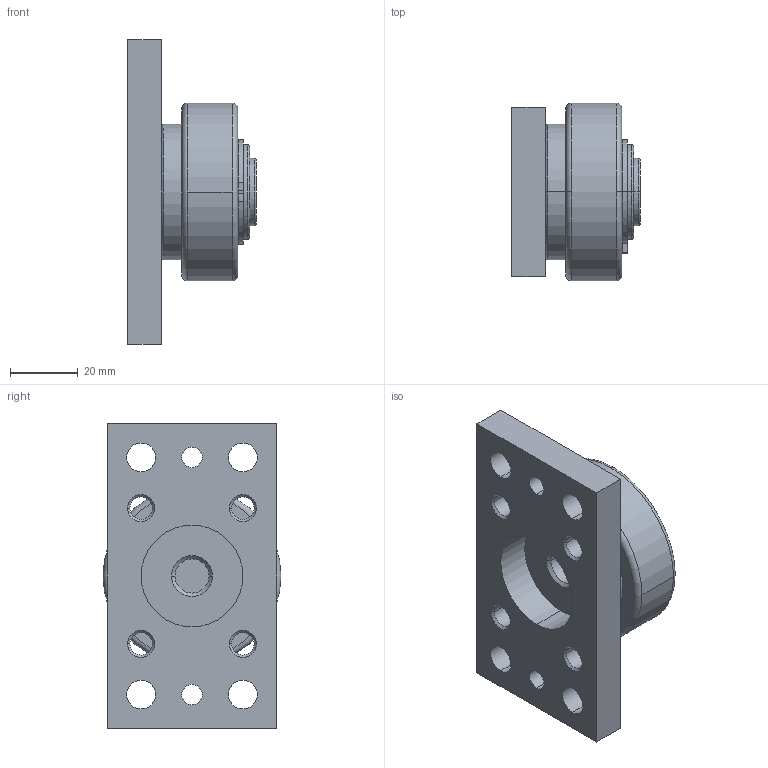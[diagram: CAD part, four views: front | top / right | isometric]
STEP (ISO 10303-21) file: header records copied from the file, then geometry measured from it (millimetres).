
FILE_DESCRIPTION(('STEP AP214'),'1');
FILE_NAME('4_053_inox___ap_s-inox_200_024_016.stp','2021-05-27T03:01:00',('TraceParts'),('TraceParts S.A.'),'Spatial InterOp 3D',' ',' ');
FILE_SCHEMA(('AUTOMOTIVE_DESIGN { 1 0 10303 214 1 1 1 1 }'));
Length unit declared in the file: millimetre
Products named in the file (1): 4_053_inox___ap_s-inox_200_024_016_1
Bounding box: 38 x 52.5 x 90 mm (x, y, z)
Volume: 78724.8 mm3; surface area: 21335 mm2
Topology: 2 solids, 2 shells, 98 faces, 244 edges, 156 vertices
Faces by surface type: cylinder 46, plane 24, cone 18, torus 10
Entity records: 3045 total; most frequent: DIRECTION 590, CARTESIAN_POINT 500, ORIENTED_EDGE 488, AXIS2_PLACEMENT_3D 246, EDGE_CURVE 244, VERTEX_POINT 156, CIRCLE 146, EDGE_LOOP 130
